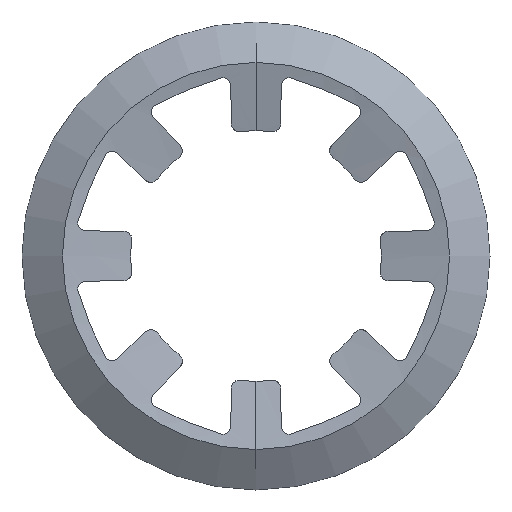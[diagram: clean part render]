
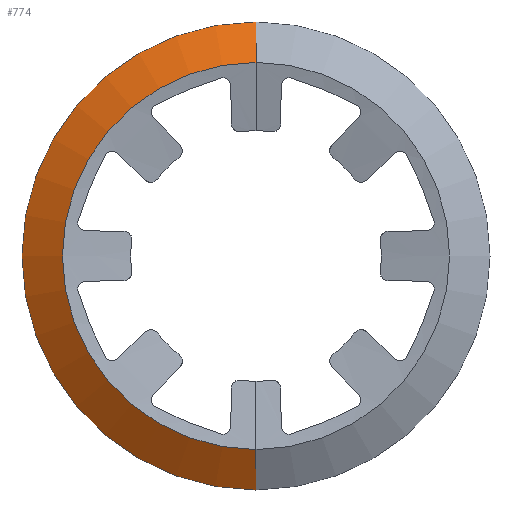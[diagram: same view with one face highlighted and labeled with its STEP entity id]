
A CAD part, left-side view. The second image highlights one B-rep face of the part: STEP entity #774.
In plain terms, the highlighted conical face has half-angle 58.125 degrees and reference radius 7.417 mm.
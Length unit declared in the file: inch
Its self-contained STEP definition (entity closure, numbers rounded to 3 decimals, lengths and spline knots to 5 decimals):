
#332 = DIRECTION ( 'NONE',  ( 0.528, 0., -0.849 ) ) ;
#337 = CARTESIAN_POINT ( 'NONE',  ( 0.03139, 0., -0.292 ) ) ;
#339 = DIRECTION ( 'NONE',  ( 0.528, 0., 0.849 ) ) ;
#345 = CARTESIAN_POINT ( 'NONE',  ( 0.03139, 0., 0.292 ) ) ;
#346 = CARTESIAN_POINT ( 'NONE',  ( 0.03139, 0., 0. ) ) ;
#347 = DIRECTION ( 'NONE',  ( -1., 0., 0. ) ) ;
#348 = DIRECTION ( 'NONE',  ( 0., 0., 1. ) ) ;
#351 = CARTESIAN_POINT ( 'NONE',  ( 0., 0., 0. ) ) ;
#352 = DIRECTION ( 'NONE',  ( -1., 0., 0. ) ) ;
#353 = DIRECTION ( 'NONE',  ( 0., 0., 1. ) ) ;
#575 = CARTESIAN_POINT ( 'NONE',  ( 0.03139, 0., -0.292 ) ) ;
#576 = CARTESIAN_POINT ( 'NONE',  ( 0.03139, 0., 0.292 ) ) ;
#579 = CARTESIAN_POINT ( 'NONE',  ( 0., 0., -0.24151 ) ) ;
#582 = CARTESIAN_POINT ( 'NONE',  ( 0., 0., 0.24151 ) ) ;
#774 = ADVANCED_FACE ( 'NONE', ( #2459 ), #2467, .T. ) ;
#981 = AXIS2_PLACEMENT_3D ( 'NONE', #2257, #2255, #2253 ) ;
#999 = AXIS2_PLACEMENT_3D ( 'NONE', #346, #347, #348 ) ;
#1000 = AXIS2_PLACEMENT_3D ( 'NONE', #351, #352, #353 ) ;
#1362 = EDGE_LOOP ( 'NONE', ( #2745, #2746, #2747, #2748 ) ) ;
#1886 = EDGE_CURVE ( 'NONE', #2678, #2674, #2531, .T. ) ;
#1887 = EDGE_CURVE ( 'NONE', #2675, #2674, #2532, .T. ) ;
#1888 = EDGE_CURVE ( 'NONE', #2681, #2675, #2529, .T. ) ;
#1889 = EDGE_CURVE ( 'NONE', #2681, #2678, #2535, .T. ) ;
#2253 = DIRECTION ( 'NONE',  ( 0., 0., -1. ) ) ;
#2255 = DIRECTION ( 'NONE',  ( 1., 0., 0. ) ) ;
#2257 = CARTESIAN_POINT ( 'NONE',  ( 0.03139, 0., 0. ) ) ;
#2459 = FACE_OUTER_BOUND ( 'NONE', #1362, .T. ) ;
#2467 = CONICAL_SURFACE ( 'NONE', #981, 0.292, 1.014 ) ;
#2529 = LINE ( 'NONE', #345, #2536 ) ;
#2531 = LINE ( 'NONE', #337, #2533 ) ;
#2532 = CIRCLE ( 'NONE', #999, 0.292 ) ;
#2533 = VECTOR ( 'NONE', #332, 39.37008 ) ;
#2535 = CIRCLE ( 'NONE', #1000, 0.24151 ) ;
#2536 = VECTOR ( 'NONE', #339, 39.37008 ) ;
#2674 = VERTEX_POINT ( 'NONE', #575 ) ;
#2675 = VERTEX_POINT ( 'NONE', #576 ) ;
#2678 = VERTEX_POINT ( 'NONE', #579 ) ;
#2681 = VERTEX_POINT ( 'NONE', #582 ) ;
#2745 = ORIENTED_EDGE ( 'NONE', *, *, #1889, .F. ) ;
#2746 = ORIENTED_EDGE ( 'NONE', *, *, #1888, .T. ) ;
#2747 = ORIENTED_EDGE ( 'NONE', *, *, #1887, .T. ) ;
#2748 = ORIENTED_EDGE ( 'NONE', *, *, #1886, .F. ) ;
